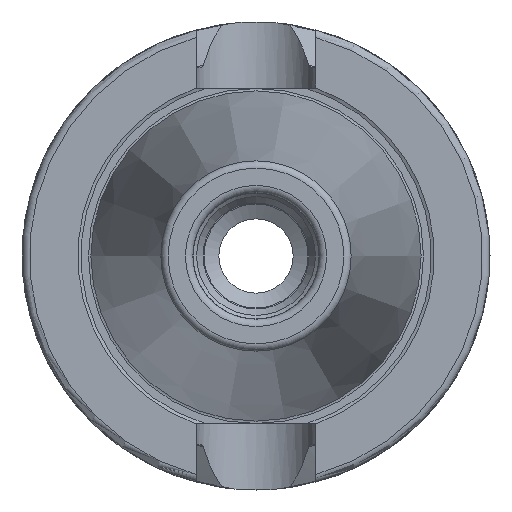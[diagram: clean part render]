
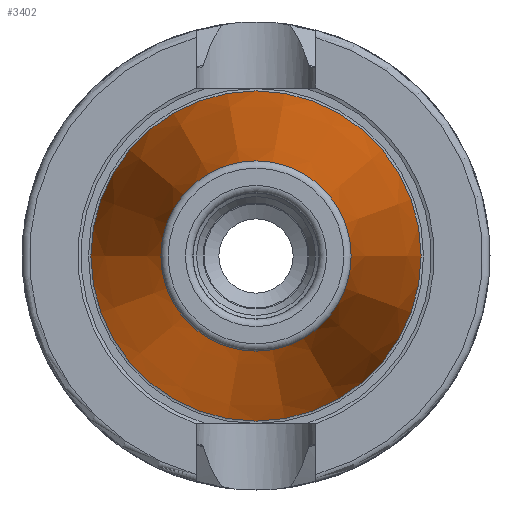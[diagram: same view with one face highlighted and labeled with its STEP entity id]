
A CAD part, left-side view. The second image highlights one B-rep face of the part: STEP entity #3402.
In plain terms, the highlighted conical face has half-angle 8.297 degrees and reference radius 17.519 mm.
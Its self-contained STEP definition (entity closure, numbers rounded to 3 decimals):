
#3368=CARTESIAN_POINT('',(-64.544,12.812,0.0));
#3369=VERTEX_POINT('',#3368);
#3370=CARTESIAN_POINT('',(-64.544,0.,0.0));
#3371=DIRECTION('',(1.0,0.0,0.0));
#3372=DIRECTION('',(0.0,1.0,0.0));
#3373=AXIS2_PLACEMENT_3D('',#3370,#3371,#3372);
#3374=CIRCLE('',#3373,12.812);
#3375=EDGE_CURVE('',#3369,#3369,#3374,.T.);
#3383=CARTESIAN_POINT('',(-32.272,0.,0.0));
#3384=DIRECTION('',(1.0,0.0,0.0));
#3385=DIRECTION('',(0.0,1.0,0.0));
#3386=AXIS2_PLACEMENT_3D('',#3383,#3384,#3385);
#3387=CONICAL_SURFACE('',#3386,17.519,8.297);
#3388=CARTESIAN_POINT('',(0.,22.225,0.0));
#3389=VERTEX_POINT('',#3388);
#3390=CARTESIAN_POINT('',(0.,0.,0.0));
#3391=DIRECTION('',(1.0,0.0,0.0));
#3392=DIRECTION('',(0.0,1.0,0.0));
#3393=AXIS2_PLACEMENT_3D('',#3390,#3391,#3392);
#3394=CIRCLE('',#3393,22.225);
#3395=EDGE_CURVE('',#3389,#3389,#3394,.T.);
#3396=ORIENTED_EDGE('',*,*,#3395,.F.);
#3397=EDGE_LOOP('',(#3396));
#3398=FACE_OUTER_BOUND('',#3397,.T.);
#3399=ORIENTED_EDGE('',*,*,#3375,.T.);
#3400=EDGE_LOOP('',(#3399));
#3401=FACE_BOUND('',#3400,.T.);
#3402=ADVANCED_FACE('',(#3398,#3401),#3387,.T.);
